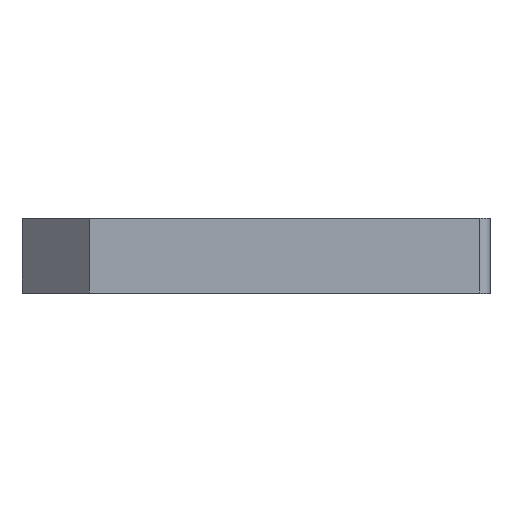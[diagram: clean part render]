
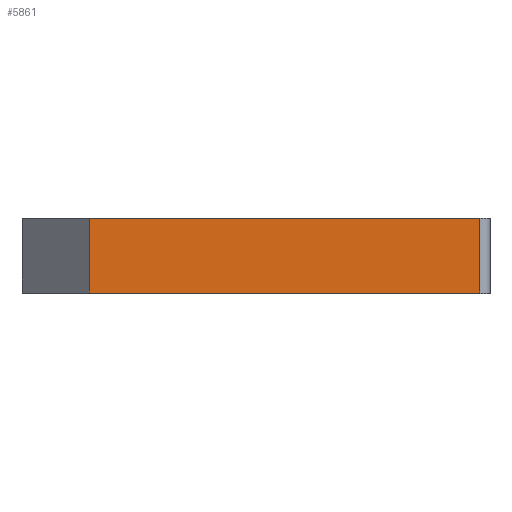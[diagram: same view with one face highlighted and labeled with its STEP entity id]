
A CAD part, top view. The second image highlights one B-rep face of the part: STEP entity #5861.
In plain terms, the highlighted planar face has unit normal (0, 0, 1).
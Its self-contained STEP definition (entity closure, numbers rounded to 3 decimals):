
#21 = EDGE_CURVE('',#22,#24,#26,.T.);
#22 = VERTEX_POINT('',#23);
#23 = CARTESIAN_POINT('',(364.9,241.65,46.4));
#24 = VERTEX_POINT('',#25);
#25 = CARTESIAN_POINT('',(383.5,241.65,46.4));
#26 = SURFACE_CURVE('',#27,(#30,#41),.PCURVE_S1.);
#27 = B_SPLINE_CURVE_WITH_KNOTS('',1,(#28,#29),.UNSPECIFIED.,.F.,.F.,(2,
    2),(0.,18.6),.PIECEWISE_BEZIER_KNOTS.);
#28 = CARTESIAN_POINT('',(364.9,241.65,46.4));
#29 = CARTESIAN_POINT('',(383.5,241.65,46.4));
#30 = PCURVE('',#31,#36);
#31 = PLANE('',#32);
#32 = AXIS2_PLACEMENT_3D('',#33,#34,#35);
#33 = CARTESIAN_POINT('',(386.35,241.65,25.6));
#34 = DIRECTION('',(0.,-1.,0.));
#35 = DIRECTION('',(1.,0.,0.));
#36 = DEFINITIONAL_REPRESENTATION('',(#37),#40);
#37 = B_SPLINE_CURVE_WITH_KNOTS('',1,(#38,#39),.UNSPECIFIED.,.F.,.F.,(2,
    2),(0.,18.6),.PIECEWISE_BEZIER_KNOTS.);
#38 = CARTESIAN_POINT('',(-21.45,20.8));
#39 = CARTESIAN_POINT('',(-2.85,20.8));
#40 = ( GEOMETRIC_REPRESENTATION_CONTEXT(2) 
PARAMETRIC_REPRESENTATION_CONTEXT() REPRESENTATION_CONTEXT('2D SPACE',''
  ) );
#41 = PCURVE('',#42,#47);
#42 = PLANE('',#43);
#43 = AXIS2_PLACEMENT_3D('',#44,#45,#46);
#44 = CARTESIAN_POINT('',(385.48,241.174,46.4));
#45 = DIRECTION('',(0.,0.,1.));
#46 = DIRECTION('',(0.,1.,0.));
#47 = DEFINITIONAL_REPRESENTATION('',(#48),#51);
#48 = B_SPLINE_CURVE_WITH_KNOTS('',1,(#49,#50),.UNSPECIFIED.,.F.,.F.,(2,
    2),(0.,18.6),.PIECEWISE_BEZIER_KNOTS.);
#49 = CARTESIAN_POINT('',(0.476,20.58));
#50 = CARTESIAN_POINT('',(0.476,1.98));
#51 = ( GEOMETRIC_REPRESENTATION_CONTEXT(2) 
PARAMETRIC_REPRESENTATION_CONTEXT() REPRESENTATION_CONTEXT('2D SPACE',''
  ) );
#67 = PLANE('',#68);
#68 = AXIS2_PLACEMENT_3D('',#69,#70,#71);
#69 = CARTESIAN_POINT('',(361.26,245.686,42.76));
#70 = DIRECTION('',(-0.707,0.,0.707)
  );
#71 = DIRECTION('',(-0.707,0.,-0.707)
  );
#295 = ( BOUNDED_SURFACE() B_SPLINE_SURFACE(2,1,(
    (#296,#297)
    ,(#298,#299)
    ,(#300,#301)
    ,(#302,#303)
    ,(#304,#305)
    ,(#306,#307)
    ,(#308,#309)
    ,(#310,#311)
,(#312,#313
    )),.UNSPECIFIED.,.T.,.F.,.F.) B_SPLINE_SURFACE_WITH_KNOTS((1,2,2,2,2
    ,2,1),(2,2),(-1.571,0.,1.571,3.142,
    4.712,6.283,7.854),(0.,4.512),
.UNSPECIFIED.) GEOMETRIC_REPRESENTATION_ITEM() RATIONAL_B_SPLINE_SURFACE
((
    (1.,1.)
    ,(0.707,0.707)
    ,(1.,1.)
    ,(0.707,0.707)
    ,(1.,1.)
    ,(0.707,0.707)
    ,(1.,1.)
    ,(0.707,0.707)
,(1.,1.))) REPRESENTATION_ITEM('') SURFACE() );
#296 = CARTESIAN_POINT('',(383.,245.686,45.9));
#297 = CARTESIAN_POINT('',(383.,241.174,45.9));
#298 = CARTESIAN_POINT('',(383.,245.686,45.4));
#299 = CARTESIAN_POINT('',(383.,241.174,45.4));
#300 = CARTESIAN_POINT('',(383.5,245.686,45.4));
#301 = CARTESIAN_POINT('',(383.5,241.174,45.4));
#302 = CARTESIAN_POINT('',(384.,245.686,45.4));
#303 = CARTESIAN_POINT('',(384.,241.174,45.4));
#304 = CARTESIAN_POINT('',(384.,245.686,45.9));
#305 = CARTESIAN_POINT('',(384.,241.174,45.9));
#306 = CARTESIAN_POINT('',(384.,245.686,46.4));
#307 = CARTESIAN_POINT('',(384.,241.174,46.4));
#308 = CARTESIAN_POINT('',(383.5,245.686,46.4));
#309 = CARTESIAN_POINT('',(383.5,241.174,46.4));
#310 = CARTESIAN_POINT('',(383.,245.686,46.4));
#311 = CARTESIAN_POINT('',(383.,241.174,46.4));
#312 = CARTESIAN_POINT('',(383.,245.686,45.9));
#313 = CARTESIAN_POINT('',(383.,241.174,45.9));
#617 = PLANE('',#618);
#618 = AXIS2_PLACEMENT_3D('',#619,#620,#621);
#619 = CARTESIAN_POINT('',(386.35,245.21,25.6));
#620 = DIRECTION('',(0.,1.,0.));
#621 = DIRECTION('',(-1.,0.,0.));
#945 = VERTEX_POINT('',#946);
#946 = CARTESIAN_POINT('',(383.5,245.21,46.4));
#1142 = VERTEX_POINT('',#1143);
#1143 = CARTESIAN_POINT('',(364.9,245.21,46.4)
  );
#1161 = EDGE_CURVE('',#1142,#945,#1162,.T.);
#1162 = SURFACE_CURVE('',#1163,(#1166,#1172),.PCURVE_S1.);
#1163 = B_SPLINE_CURVE_WITH_KNOTS('',1,(#1164,#1165),.UNSPECIFIED.,.F.,
  .F.,(2,2),(0.,18.6),.PIECEWISE_BEZIER_KNOTS.);
#1164 = CARTESIAN_POINT('',(364.9,245.21,46.4)
  );
#1165 = CARTESIAN_POINT('',(383.5,245.21,46.4)
  );
#1166 = PCURVE('',#617,#1167);
#1167 = DEFINITIONAL_REPRESENTATION('',(#1168),#1171);
#1168 = B_SPLINE_CURVE_WITH_KNOTS('',1,(#1169,#1170),.UNSPECIFIED.,.F.,
  .F.,(2,2),(0.,18.6),.PIECEWISE_BEZIER_KNOTS.);
#1169 = CARTESIAN_POINT('',(21.45,20.8));
#1170 = CARTESIAN_POINT('',(2.85,20.8));
#1171 = ( GEOMETRIC_REPRESENTATION_CONTEXT(2) 
PARAMETRIC_REPRESENTATION_CONTEXT() REPRESENTATION_CONTEXT('2D SPACE',''
  ) );
#1172 = PCURVE('',#42,#1173);
#1173 = DEFINITIONAL_REPRESENTATION('',(#1174),#1177);
#1174 = B_SPLINE_CURVE_WITH_KNOTS('',1,(#1175,#1176),.UNSPECIFIED.,.F.,
  .F.,(2,2),(0.,18.6),.PIECEWISE_BEZIER_KNOTS.);
#1175 = CARTESIAN_POINT('',(4.036,20.58));
#1176 = CARTESIAN_POINT('',(4.036,1.98));
#1177 = ( GEOMETRIC_REPRESENTATION_CONTEXT(2) 
PARAMETRIC_REPRESENTATION_CONTEXT() REPRESENTATION_CONTEXT('2D SPACE',''
  ) );
#5821 = EDGE_CURVE('',#945,#24,#5822,.T.);
#5822 = SURFACE_CURVE('',#5823,(#5826,#5855),.PCURVE_S1.);
#5823 = B_SPLINE_CURVE_WITH_KNOTS('',1,(#5824,#5825),.UNSPECIFIED.,.F.,
  .F.,(2,2),(0.,3.56),.PIECEWISE_BEZIER_KNOTS.);
#5824 = CARTESIAN_POINT('',(383.5,245.21,46.4)
  );
#5825 = CARTESIAN_POINT('',(383.5,241.65,46.4)
  );
#5826 = PCURVE('',#295,#5827);
#5827 = DEFINITIONAL_REPRESENTATION('',(#5828),#5854);
#5828 = B_SPLINE_CURVE_WITH_KNOTS('',3,(#5829,#5830,#5831,#5832,#5833,
    #5834,#5835,#5836,#5837,#5838,#5839,#5840,#5841,#5842,#5843,#5844,
    #5845,#5846,#5847,#5848,#5849,#5850,#5851,#5852,#5853),
  .UNSPECIFIED.,.F.,.F.,(4,1,1,1,1,1,1,1,1,1,1,1,1,1,1,1,1,1,1,1,1,1,4),
  (0.,0.162,0.324,0.485,0.647,
    0.809,0.971,1.133,1.295,
    1.456,1.618,1.78,1.942,2.104,
    2.265,2.427,2.589,2.751,
    2.913,3.075,3.236,3.398,3.56),
  .QUASI_UNIFORM_KNOTS.);
#5829 = CARTESIAN_POINT('',(4.712,0.476));
#5830 = CARTESIAN_POINT('',(4.712,0.53));
#5831 = CARTESIAN_POINT('',(4.712,0.638));
#5832 = CARTESIAN_POINT('',(4.712,0.8));
#5833 = CARTESIAN_POINT('',(4.712,0.961));
#5834 = CARTESIAN_POINT('',(4.712,1.123));
#5835 = CARTESIAN_POINT('',(4.712,1.285));
#5836 = CARTESIAN_POINT('',(4.712,1.447));
#5837 = CARTESIAN_POINT('',(4.712,1.609));
#5838 = CARTESIAN_POINT('',(4.712,1.771));
#5839 = CARTESIAN_POINT('',(4.712,1.932));
#5840 = CARTESIAN_POINT('',(4.712,2.094));
#5841 = CARTESIAN_POINT('',(4.712,2.256));
#5842 = CARTESIAN_POINT('',(4.712,2.418));
#5843 = CARTESIAN_POINT('',(4.712,2.58));
#5844 = CARTESIAN_POINT('',(4.712,2.741));
#5845 = CARTESIAN_POINT('',(4.712,2.903));
#5846 = CARTESIAN_POINT('',(4.712,3.065));
#5847 = CARTESIAN_POINT('',(4.712,3.227));
#5848 = CARTESIAN_POINT('',(4.712,3.389));
#5849 = CARTESIAN_POINT('',(4.712,3.551));
#5850 = CARTESIAN_POINT('',(4.712,3.712));
#5851 = CARTESIAN_POINT('',(4.712,3.874));
#5852 = CARTESIAN_POINT('',(4.712,3.982));
#5853 = CARTESIAN_POINT('',(4.712,4.036));
#5854 = ( GEOMETRIC_REPRESENTATION_CONTEXT(2) 
PARAMETRIC_REPRESENTATION_CONTEXT() REPRESENTATION_CONTEXT('2D SPACE',''
  ) );
#5855 = PCURVE('',#42,#5856);
#5856 = DEFINITIONAL_REPRESENTATION('',(#5857),#5860);
#5857 = B_SPLINE_CURVE_WITH_KNOTS('',1,(#5858,#5859),.UNSPECIFIED.,.F.,
  .F.,(2,2),(0.,3.56),.PIECEWISE_BEZIER_KNOTS.);
#5858 = CARTESIAN_POINT('',(4.036,1.98));
#5859 = CARTESIAN_POINT('',(0.476,1.98));
#5860 = ( GEOMETRIC_REPRESENTATION_CONTEXT(2) 
PARAMETRIC_REPRESENTATION_CONTEXT() REPRESENTATION_CONTEXT('2D SPACE',''
  ) );
#5861 = ADVANCED_FACE('',(#5862),#42,.T.);
#5862 = FACE_BOUND('',#5863,.T.);
#5863 = EDGE_LOOP('',(#5864,#5865,#5866,#5884));
#5864 = ORIENTED_EDGE('',*,*,#5821,.F.);
#5865 = ORIENTED_EDGE('',*,*,#1161,.F.);
#5866 = ORIENTED_EDGE('',*,*,#5867,.T.);
#5867 = EDGE_CURVE('',#1142,#22,#5868,.T.);
#5868 = SURFACE_CURVE('',#5869,(#5872,#5878),.PCURVE_S1.);
#5869 = B_SPLINE_CURVE_WITH_KNOTS('',1,(#5870,#5871),.UNSPECIFIED.,.F.,
  .F.,(2,2),(0.,3.56),.PIECEWISE_BEZIER_KNOTS.);
#5870 = CARTESIAN_POINT('',(364.9,245.21,46.4)
  );
#5871 = CARTESIAN_POINT('',(364.9,241.65,46.4)
  );
#5872 = PCURVE('',#42,#5873);
#5873 = DEFINITIONAL_REPRESENTATION('',(#5874),#5877);
#5874 = B_SPLINE_CURVE_WITH_KNOTS('',1,(#5875,#5876),.UNSPECIFIED.,.F.,
  .F.,(2,2),(0.,3.56),.PIECEWISE_BEZIER_KNOTS.);
#5875 = CARTESIAN_POINT('',(4.036,20.58));
#5876 = CARTESIAN_POINT('',(0.476,20.58));
#5877 = ( GEOMETRIC_REPRESENTATION_CONTEXT(2) 
PARAMETRIC_REPRESENTATION_CONTEXT() REPRESENTATION_CONTEXT('2D SPACE',''
  ) );
#5878 = PCURVE('',#67,#5879);
#5879 = DEFINITIONAL_REPRESENTATION('',(#5880),#5883);
#5880 = B_SPLINE_CURVE_WITH_KNOTS('',1,(#5881,#5882),.UNSPECIFIED.,.F.,
  .F.,(2,2),(0.,3.56),.PIECEWISE_BEZIER_KNOTS.);
#5881 = CARTESIAN_POINT('',(-5.148,0.476));
#5882 = CARTESIAN_POINT('',(-5.148,4.036));
#5883 = ( GEOMETRIC_REPRESENTATION_CONTEXT(2) 
PARAMETRIC_REPRESENTATION_CONTEXT() REPRESENTATION_CONTEXT('2D SPACE',''
  ) );
#5884 = ORIENTED_EDGE('',*,*,#21,.T.);
